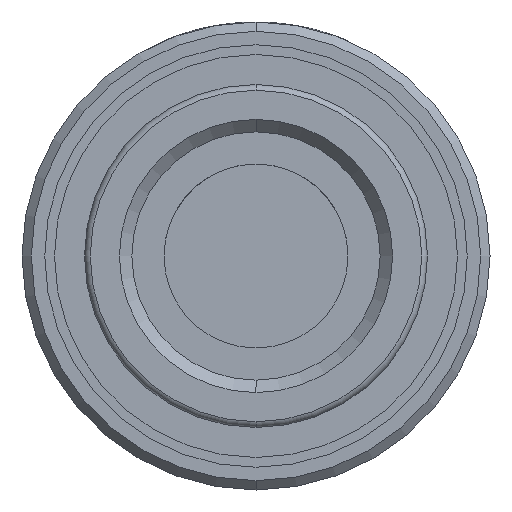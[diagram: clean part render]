
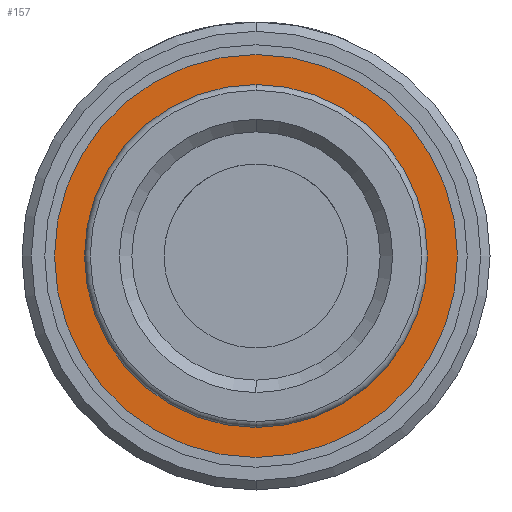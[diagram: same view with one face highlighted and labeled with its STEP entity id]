
A CAD part, front view. The second image highlights one B-rep face of the part: STEP entity #157.
In plain terms, the highlighted planar face has unit normal (0, -1, 0).
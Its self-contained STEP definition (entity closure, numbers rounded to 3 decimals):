
#157=ADVANCED_FACE('',(#316,#317),#318,.T.);
#316=FACE_BOUND('',#467,.T.);
#317=FACE_OUTER_BOUND('',#468,.T.);
#318=PLANE('',#469);
#467=EDGE_LOOP('',(#842,#843));
#468=EDGE_LOOP('',(#844,#845));
#469=AXIS2_PLACEMENT_3D('',#846,#847,#848);
#842=ORIENTED_EDGE('',*,*,#915,.T.);
#843=ORIENTED_EDGE('',*,*,#974,.T.);
#844=ORIENTED_EDGE('',*,*,#911,.F.);
#845=ORIENTED_EDGE('',*,*,#891,.F.);
#846=CARTESIAN_POINT('',(0.,6.3,7.75));
#847=DIRECTION('',(0.0,-1.0,-0.0));
#848=DIRECTION('',(0.,0.0,-1.0));
#891=EDGE_CURVE('',#1065,#1060,#1067,.T.);
#911=EDGE_CURVE('',#1060,#1065,#1096,.T.);
#915=EDGE_CURVE('',#1102,#1100,#1103,.T.);
#974=EDGE_CURVE('',#1100,#1102,#1179,.T.);
#1060=VERTEX_POINT('',#1275);
#1065=VERTEX_POINT('',#1281);
#1067=CIRCLE('',#1284,15.5);
#1096=CIRCLE('',#1376,15.5);
#1100=VERTEX_POINT('',#1380);
#1102=VERTEX_POINT('',#1383);
#1103=CIRCLE('',#1384,12.75);
#1179=CIRCLE('',#1598,12.75);
#1275=CARTESIAN_POINT('',(0.,6.3,15.5));
#1281=CARTESIAN_POINT('',(0.,6.3,-15.5));
#1284=AXIS2_PLACEMENT_3D('',#1700,#1701,#1702);
#1376=AXIS2_PLACEMENT_3D('',#1729,#1730,#1731);
#1380=CARTESIAN_POINT('',(0.,6.3,12.75));
#1383=CARTESIAN_POINT('',(0.,6.3,-12.75));
#1384=AXIS2_PLACEMENT_3D('',#1736,#1737,#1738);
#1598=AXIS2_PLACEMENT_3D('',#1820,#1821,#1822);
#1700=CARTESIAN_POINT('',(0.0,6.3,0.0));
#1701=DIRECTION('',(-0.0,1.0,0.0));
#1702=DIRECTION('',(0.,0.0,1.0));
#1729=CARTESIAN_POINT('',(0.0,6.3,0.0));
#1730=DIRECTION('',(-0.0,1.0,0.0));
#1731=DIRECTION('',(0.,0.0,1.0));
#1736=CARTESIAN_POINT('',(0.0,6.3,0.0));
#1737=DIRECTION('',(-0.0,1.0,0.0));
#1738=DIRECTION('',(0.,0.0,1.0));
#1820=CARTESIAN_POINT('',(0.0,6.3,0.0));
#1821=DIRECTION('',(-0.0,1.0,0.0));
#1822=DIRECTION('',(0.,0.0,1.0));
